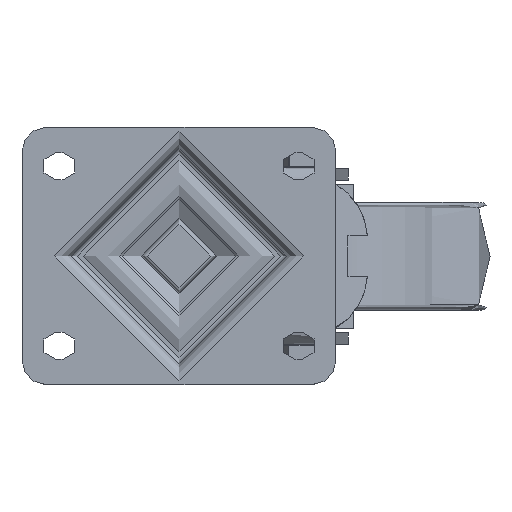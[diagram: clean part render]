
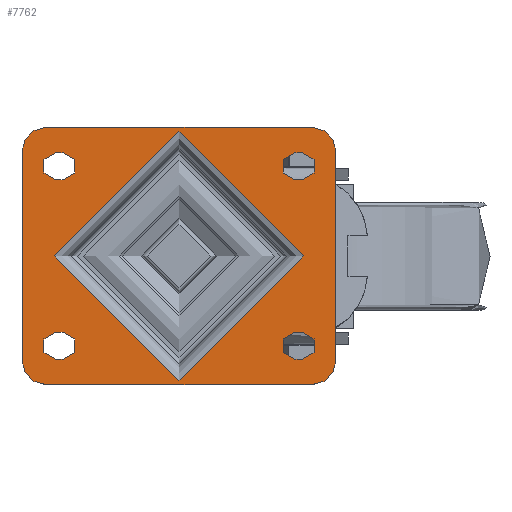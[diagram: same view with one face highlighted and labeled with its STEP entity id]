
A CAD part, top view. The second image highlights one B-rep face of the part: STEP entity #7762.
In plain terms, the highlighted planar face has unit normal (0, 0, 1).
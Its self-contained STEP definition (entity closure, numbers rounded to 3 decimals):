
#438=FACE_BOUND('',#1291,.T.);
#439=FACE_BOUND('',#1292,.T.);
#440=FACE_BOUND('',#1293,.T.);
#441=FACE_BOUND('',#1294,.T.);
#442=FACE_BOUND('',#1295,.T.);
#503=PLANE('',#8452);
#824=FACE_OUTER_BOUND('',#1290,.T.);
#1290=EDGE_LOOP('',(#5442,#5443,#5444,#5445,#5446,#5447,#5448,#5449));
#1291=EDGE_LOOP('',(#5450));
#1292=EDGE_LOOP('',(#5451,#5452,#5453,#5454));
#1293=EDGE_LOOP('',(#5455,#5456,#5457,#5458));
#1294=EDGE_LOOP('',(#5459,#5460,#5461,#5462));
#1295=EDGE_LOOP('',(#5463,#5464,#5465,#5466));
#1842=LINE('',#11675,#2481);
#1844=LINE('',#11678,#2483);
#1845=LINE('',#11679,#2484);
#1846=LINE('',#11680,#2485);
#1847=LINE('',#11681,#2486);
#1848=LINE('',#11682,#2487);
#1849=LINE('',#11683,#2488);
#1850=LINE('',#11684,#2489);
#1851=LINE('',#11685,#2490);
#1852=LINE('',#11686,#2491);
#1853=LINE('',#11687,#2492);
#1854=LINE('',#11688,#2493);
#2481=VECTOR('',#9433,1000.);
#2483=VECTOR('',#9437,1000.);
#2484=VECTOR('',#9438,1000.);
#2485=VECTOR('',#9439,1000.);
#2486=VECTOR('',#9440,1000.);
#2487=VECTOR('',#9441,1000.);
#2488=VECTOR('',#9442,1000.);
#2489=VECTOR('',#9443,1000.);
#2490=VECTOR('',#9444,1000.);
#2491=VECTOR('',#9445,1000.);
#2492=VECTOR('',#9446,1000.);
#2493=VECTOR('',#9447,1000.);
#3064=CIRCLE('',#8354,4.5);
#3065=CIRCLE('',#8356,4.5);
#3068=CIRCLE('',#8360,4.5);
#3069=CIRCLE('',#8362,4.5);
#3072=CIRCLE('',#8366,4.5);
#3073=CIRCLE('',#8368,4.5);
#3076=CIRCLE('',#8372,4.5);
#3077=CIRCLE('',#8374,4.5);
#3079=CIRCLE('',#8377,41.75);
#3092=CIRCLE('',#8397,8.);
#3094=CIRCLE('',#8400,8.);
#3096=CIRCLE('',#8403,8.);
#3098=CIRCLE('',#8406,8.);
#3364=VERTEX_POINT('',#11406);
#3365=VERTEX_POINT('',#11408);
#3366=VERTEX_POINT('',#11412);
#3367=VERTEX_POINT('',#11413);
#3372=VERTEX_POINT('',#11424);
#3373=VERTEX_POINT('',#11426);
#3374=VERTEX_POINT('',#11430);
#3375=VERTEX_POINT('',#11431);
#3380=VERTEX_POINT('',#11442);
#3381=VERTEX_POINT('',#11444);
#3382=VERTEX_POINT('',#11448);
#3383=VERTEX_POINT('',#11449);
#3388=VERTEX_POINT('',#11460);
#3389=VERTEX_POINT('',#11462);
#3390=VERTEX_POINT('',#11466);
#3391=VERTEX_POINT('',#11467);
#3394=VERTEX_POINT('',#11475);
#3403=VERTEX_POINT('',#11507);
#3404=VERTEX_POINT('',#11508);
#3407=VERTEX_POINT('',#11516);
#3408=VERTEX_POINT('',#11517);
#3411=VERTEX_POINT('',#11525);
#3412=VERTEX_POINT('',#11526);
#3415=VERTEX_POINT('',#11534);
#3416=VERTEX_POINT('',#11535);
#4102=EDGE_CURVE('',#3365,#3364,#3064,.T.);
#4104=EDGE_CURVE('',#3366,#3367,#3065,.T.);
#4110=EDGE_CURVE('',#3373,#3372,#3068,.T.);
#4112=EDGE_CURVE('',#3374,#3375,#3069,.T.);
#4118=EDGE_CURVE('',#3381,#3380,#3072,.T.);
#4120=EDGE_CURVE('',#3382,#3383,#3073,.T.);
#4126=EDGE_CURVE('',#3389,#3388,#3076,.T.);
#4128=EDGE_CURVE('',#3390,#3391,#3077,.T.);
#4132=EDGE_CURVE('',#3394,#3394,#3079,.T.);
#4148=EDGE_CURVE('',#3403,#3404,#3092,.T.);
#4152=EDGE_CURVE('',#3407,#3408,#3094,.T.);
#4156=EDGE_CURVE('',#3411,#3412,#3096,.T.);
#4160=EDGE_CURVE('',#3415,#3416,#3098,.T.);
#4232=EDGE_CURVE('',#3416,#3403,#1842,.T.);
#4234=EDGE_CURVE('',#3412,#3415,#1844,.T.);
#4235=EDGE_CURVE('',#3408,#3411,#1845,.T.);
#4236=EDGE_CURVE('',#3404,#3407,#1846,.T.);
#4237=EDGE_CURVE('',#3364,#3366,#1847,.T.);
#4238=EDGE_CURVE('',#3367,#3365,#1848,.T.);
#4239=EDGE_CURVE('',#3372,#3374,#1849,.T.);
#4240=EDGE_CURVE('',#3375,#3373,#1850,.T.);
#4241=EDGE_CURVE('',#3380,#3382,#1851,.T.);
#4242=EDGE_CURVE('',#3383,#3381,#1852,.T.);
#4243=EDGE_CURVE('',#3388,#3390,#1853,.T.);
#4244=EDGE_CURVE('',#3391,#3389,#1854,.T.);
#5442=ORIENTED_EDGE('',*,*,#4160,.F.);
#5443=ORIENTED_EDGE('',*,*,#4234,.F.);
#5444=ORIENTED_EDGE('',*,*,#4156,.F.);
#5445=ORIENTED_EDGE('',*,*,#4235,.F.);
#5446=ORIENTED_EDGE('',*,*,#4152,.F.);
#5447=ORIENTED_EDGE('',*,*,#4236,.F.);
#5448=ORIENTED_EDGE('',*,*,#4148,.F.);
#5449=ORIENTED_EDGE('',*,*,#4232,.F.);
#5450=ORIENTED_EDGE('',*,*,#4132,.F.);
#5451=ORIENTED_EDGE('',*,*,#4237,.T.);
#5452=ORIENTED_EDGE('',*,*,#4104,.T.);
#5453=ORIENTED_EDGE('',*,*,#4238,.T.);
#5454=ORIENTED_EDGE('',*,*,#4102,.T.);
#5455=ORIENTED_EDGE('',*,*,#4239,.T.);
#5456=ORIENTED_EDGE('',*,*,#4112,.T.);
#5457=ORIENTED_EDGE('',*,*,#4240,.T.);
#5458=ORIENTED_EDGE('',*,*,#4110,.T.);
#5459=ORIENTED_EDGE('',*,*,#4241,.T.);
#5460=ORIENTED_EDGE('',*,*,#4120,.T.);
#5461=ORIENTED_EDGE('',*,*,#4242,.T.);
#5462=ORIENTED_EDGE('',*,*,#4118,.T.);
#5463=ORIENTED_EDGE('',*,*,#4243,.T.);
#5464=ORIENTED_EDGE('',*,*,#4128,.T.);
#5465=ORIENTED_EDGE('',*,*,#4244,.T.);
#5466=ORIENTED_EDGE('',*,*,#4126,.T.);
#7762=ADVANCED_FACE('',(#824,#438,#439,#440,#441,#442),#503,.T.);
#8354=AXIS2_PLACEMENT_3D('',#11409,#9175,#9176);
#8356=AXIS2_PLACEMENT_3D('',#11414,#9180,#9181);
#8360=AXIS2_PLACEMENT_3D('',#11427,#9191,#9192);
#8362=AXIS2_PLACEMENT_3D('',#11432,#9196,#9197);
#8366=AXIS2_PLACEMENT_3D('',#11445,#9207,#9208);
#8368=AXIS2_PLACEMENT_3D('',#11450,#9212,#9213);
#8372=AXIS2_PLACEMENT_3D('',#11463,#9223,#9224);
#8374=AXIS2_PLACEMENT_3D('',#11468,#9228,#9229);
#8377=AXIS2_PLACEMENT_3D('',#11476,#9236,#9237);
#8397=AXIS2_PLACEMENT_3D('',#11509,#9279,#9280);
#8400=AXIS2_PLACEMENT_3D('',#11518,#9287,#9288);
#8403=AXIS2_PLACEMENT_3D('',#11527,#9295,#9296);
#8406=AXIS2_PLACEMENT_3D('',#11536,#9303,#9304);
#8452=AXIS2_PLACEMENT_3D('',#11677,#9435,#9436);
#9175=DIRECTION('center_axis',(0.,0.,-1.));
#9176=DIRECTION('ref_axis',(-1.,0.,0.));
#9180=DIRECTION('center_axis',(0.,0.,-1.));
#9181=DIRECTION('ref_axis',(-1.,0.,0.));
#9191=DIRECTION('center_axis',(0.,0.,-1.));
#9192=DIRECTION('ref_axis',(-1.,0.,0.));
#9196=DIRECTION('center_axis',(0.,0.,-1.));
#9197=DIRECTION('ref_axis',(-1.,0.,0.));
#9207=DIRECTION('center_axis',(0.,0.,-1.));
#9208=DIRECTION('ref_axis',(1.,0.,0.));
#9212=DIRECTION('center_axis',(0.,0.,-1.));
#9213=DIRECTION('ref_axis',(1.,0.,0.));
#9223=DIRECTION('center_axis',(0.,0.,-1.));
#9224=DIRECTION('ref_axis',(1.,0.,0.));
#9228=DIRECTION('center_axis',(0.,0.,-1.));
#9229=DIRECTION('ref_axis',(1.,0.,0.));
#9236=DIRECTION('center_axis',(0.,0.,1.));
#9237=DIRECTION('ref_axis',(1.,0.,0.));
#9279=DIRECTION('center_axis',(0.,0.,-1.));
#9280=DIRECTION('ref_axis',(-0.707,0.707,0.));
#9287=DIRECTION('center_axis',(0.,0.,-1.));
#9288=DIRECTION('ref_axis',(0.707,0.707,0.));
#9295=DIRECTION('center_axis',(0.,0.,-1.));
#9296=DIRECTION('ref_axis',(0.707,-0.707,0.));
#9303=DIRECTION('center_axis',(0.,0.,-1.));
#9304=DIRECTION('ref_axis',(-0.707,-0.707,0.));
#9433=DIRECTION('',(0.,1.,0.));
#9435=DIRECTION('center_axis',(0.,0.,1.));
#9436=DIRECTION('ref_axis',(1.,0.,0.));
#9437=DIRECTION('',(-1.,0.,0.));
#9438=DIRECTION('',(0.,-1.,0.));
#9439=DIRECTION('',(1.,0.,0.));
#9440=DIRECTION('',(-1.,0.,0.));
#9441=DIRECTION('',(1.,0.,0.));
#9442=DIRECTION('',(-1.,0.,0.));
#9443=DIRECTION('',(1.,0.,0.));
#9444=DIRECTION('',(1.,0.,0.));
#9445=DIRECTION('',(-1.,0.,0.));
#9446=DIRECTION('',(1.,0.,0.));
#9447=DIRECTION('',(-1.,0.,0.));
#11406=CARTESIAN_POINT('',(41.25,-34.5,0.));
#11408=CARTESIAN_POINT('',(41.25,-25.5,0.));
#11409=CARTESIAN_POINT('Origin',(41.25,-30.,0.));
#11412=CARTESIAN_POINT('',(38.75,-34.5,0.));
#11413=CARTESIAN_POINT('',(38.75,-25.5,0.));
#11414=CARTESIAN_POINT('Origin',(38.75,-30.,0.));
#11424=CARTESIAN_POINT('',(41.25,25.5,0.));
#11426=CARTESIAN_POINT('',(41.25,34.5,0.));
#11427=CARTESIAN_POINT('Origin',(41.25,30.,0.));
#11430=CARTESIAN_POINT('',(38.75,25.5,0.));
#11431=CARTESIAN_POINT('',(38.75,34.5,0.));
#11432=CARTESIAN_POINT('Origin',(38.75,30.,0.));
#11442=CARTESIAN_POINT('',(-41.25,-25.5,0.));
#11444=CARTESIAN_POINT('',(-41.25,-34.5,0.));
#11445=CARTESIAN_POINT('Origin',(-41.25,-30.,0.));
#11448=CARTESIAN_POINT('',(-38.75,-25.5,0.));
#11449=CARTESIAN_POINT('',(-38.75,-34.5,0.));
#11450=CARTESIAN_POINT('Origin',(-38.75,-30.,0.));
#11460=CARTESIAN_POINT('',(-41.25,34.5,0.));
#11462=CARTESIAN_POINT('',(-41.25,25.5,0.));
#11463=CARTESIAN_POINT('Origin',(-41.25,30.,0.));
#11466=CARTESIAN_POINT('',(-38.75,34.5,0.));
#11467=CARTESIAN_POINT('',(-38.75,25.5,0.));
#11468=CARTESIAN_POINT('Origin',(-38.75,30.,0.));
#11475=CARTESIAN_POINT('',(41.75,0.,0.));
#11476=CARTESIAN_POINT('Origin',(0.,0.,0.));
#11507=CARTESIAN_POINT('',(-52.5,35.,0.));
#11508=CARTESIAN_POINT('',(-44.5,43.,0.));
#11509=CARTESIAN_POINT('Origin',(-44.5,35.,0.));
#11516=CARTESIAN_POINT('',(44.5,43.,0.));
#11517=CARTESIAN_POINT('',(52.5,35.,0.));
#11518=CARTESIAN_POINT('Origin',(44.5,35.,0.));
#11525=CARTESIAN_POINT('',(52.5,-35.,0.));
#11526=CARTESIAN_POINT('',(44.5,-43.,0.));
#11527=CARTESIAN_POINT('Origin',(44.5,-35.,0.));
#11534=CARTESIAN_POINT('',(-44.5,-43.,0.));
#11535=CARTESIAN_POINT('',(-52.5,-35.,0.));
#11536=CARTESIAN_POINT('Origin',(-44.5,-35.,0.));
#11675=CARTESIAN_POINT('',(-52.5,-43.,0.));
#11677=CARTESIAN_POINT('Origin',(0.,0.,0.));
#11678=CARTESIAN_POINT('',(52.5,-43.,0.));
#11679=CARTESIAN_POINT('',(52.5,43.,0.));
#11680=CARTESIAN_POINT('',(-52.5,43.,0.));
#11681=CARTESIAN_POINT('',(41.25,-34.5,0.));
#11682=CARTESIAN_POINT('',(41.25,-25.5,0.));
#11683=CARTESIAN_POINT('',(41.25,25.5,0.));
#11684=CARTESIAN_POINT('',(41.25,34.5,0.));
#11685=CARTESIAN_POINT('',(-41.25,-25.5,0.));
#11686=CARTESIAN_POINT('',(-41.25,-34.5,0.));
#11687=CARTESIAN_POINT('',(-41.25,34.5,0.));
#11688=CARTESIAN_POINT('',(-41.25,25.5,0.));
